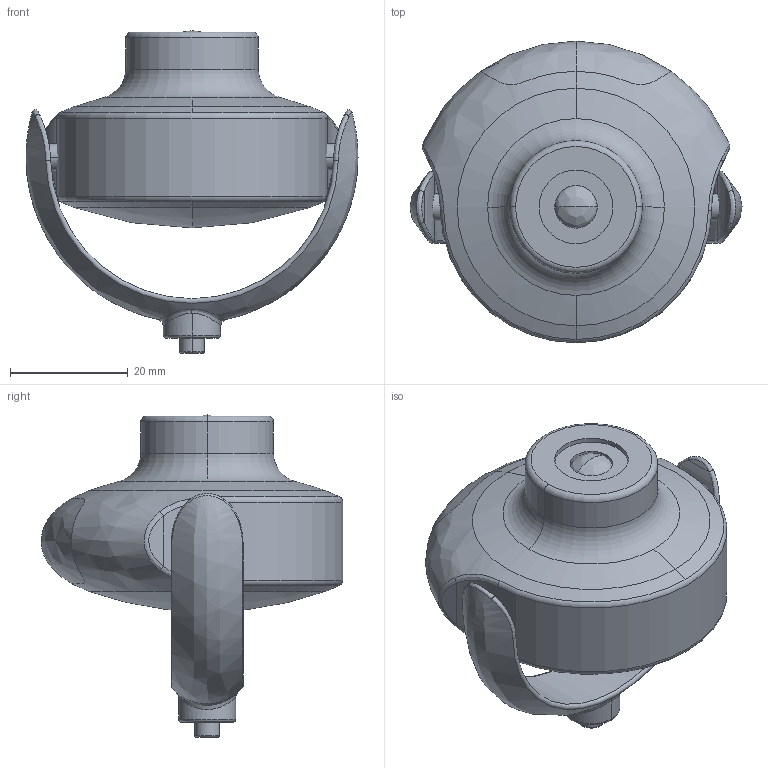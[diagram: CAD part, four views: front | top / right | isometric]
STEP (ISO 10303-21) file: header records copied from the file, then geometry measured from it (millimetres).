
FILE_DESCRIPTION (( 'STEP AP214' ), '1' );
FILE_NAME ('Camera.STEP', '2023-02-25T15:47:52', ( '' ), ( '' ), 'SwSTEP 2.0', 'SolidWorks 2023', '' );
FILE_SCHEMA (( 'AUTOMOTIVE_DESIGN' ));
Length unit declared in the file: millimetre
Products named in the file (1): Camera_Predeterminado
Bounding box: 56.3 x 51.14 x 54.64 mm (x, y, z)
Volume: 43478 mm3; surface area: 10381.4 mm2
Topology: 3 solids, 3 shells, 80 faces, 181 edges, 110 vertices
Faces by surface type: cylinder 28, bspline 21, plane 15, torus 12, sphere 4
Entity records: 4662 total; most frequent: CARTESIAN_POINT 2089, ORIENTED_EDGE 358, DIRECTION 330, EDGE_CURVE 179, AXIS2_PLACEMENT_3D 148, VERTEX_POINT 110, CIRCLE 88, EDGE_LOOP 85
